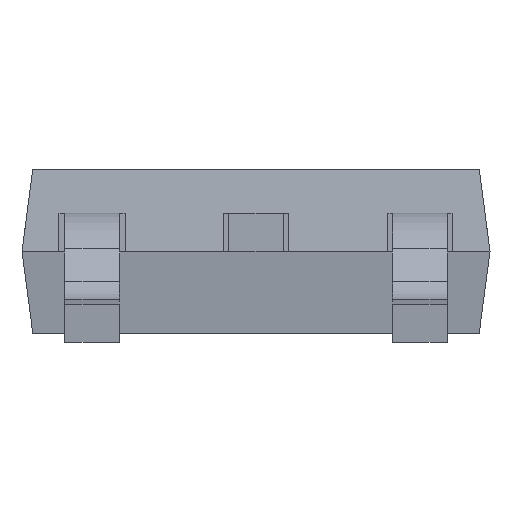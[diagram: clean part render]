
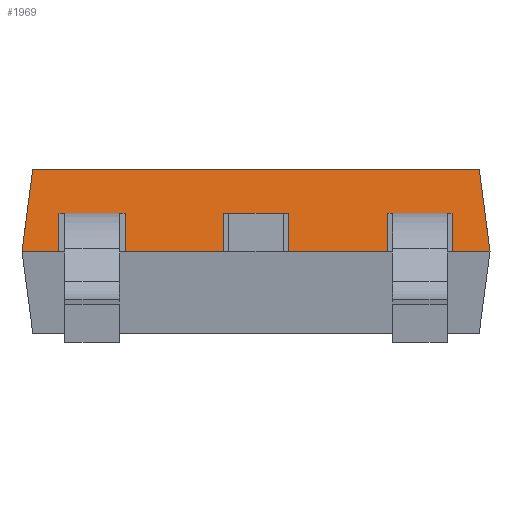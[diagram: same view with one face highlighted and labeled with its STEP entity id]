
A CAD part, front view. The second image highlights one B-rep face of the part: STEP entity #1969.
In plain terms, the highlighted planar face has unit normal (0, -0.991, 0.131).
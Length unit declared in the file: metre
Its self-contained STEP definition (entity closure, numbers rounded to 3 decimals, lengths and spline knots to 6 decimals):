
#1911 = EDGE_CURVE( '', #5560, #5561, #5562, .T. );
#1969 = ADVANCED_FACE( '', ( #5666 ), #5667, .T. );
#1987 = EDGE_CURVE( '', #5616, #5699, #5700, .T. );
#2205 = EDGE_CURVE( '', #6081, #5560, #6082, .T. );
#2711 = EDGE_CURVE( '', #6908, #6909, #6910, .T. );
#2767 = EDGE_CURVE( '', #6990, #6991, #6992, .T. );
#2847 = EDGE_CURVE( '', #5615, #7107, #7108, .T. );
#3167 = EDGE_CURVE( '', #7608, #5615, #7609, .T. );
#3219 = EDGE_CURVE( '', #6990, #7683, #7684, .T. );
#3239 = EDGE_CURVE( '', #7336, #6321, #7712, .T. );
#3727 = EDGE_CURVE( '', #5616, #6909, #8367, .T. );
#3941 = EDGE_CURVE( '', #6991, #5561, #8637, .T. );
#4405 = EDGE_CURVE( '', #7683, #6321, #9205, .T. );
#4407 = EDGE_CURVE( '', #6081, #6908, #9207, .T. );
#4485 = EDGE_CURVE( '', #7640, #7336, #9300, .T. );
#4619 = EDGE_CURVE( '', #7107, #5699, #9457, .T. );
#4757 = EDGE_CURVE( '', #7640, #7608, #9603, .T. );
#5560 = VERTEX_POINT( '', #10579 );
#5561 = VERTEX_POINT( '', #10580 );
#5562 = LINE( '', #10581, #10582 );
#5615 = VERTEX_POINT( '', #10655 );
#5616 = VERTEX_POINT( '', #10656 );
#5666 = FACE_OUTER_BOUND( '', #10735, .T. );
#5667 = PLANE( '', #10736 );
#5699 = VERTEX_POINT( '', #10787 );
#5700 = LINE( '', #10788, #10789 );
#6081 = VERTEX_POINT( '', #11353 );
#6082 = LINE( '', #11354, #11355 );
#6321 = VERTEX_POINT( '', #11735 );
#6908 = VERTEX_POINT( '', #12662 );
#6909 = VERTEX_POINT( '', #12663 );
#6910 = LINE( '', #12664, #12665 );
#6990 = VERTEX_POINT( '', #12800 );
#6991 = VERTEX_POINT( '', #12801 );
#6992 = LINE( '', #12802, #12803 );
#7107 = VERTEX_POINT( '', #12991 );
#7108 = LINE( '', #12992, #12993 );
#7336 = VERTEX_POINT( '', #13323 );
#7608 = VERTEX_POINT( '', #13769 );
#7609 = LINE( '', #13770, #13771 );
#7640 = VERTEX_POINT( '', #13816 );
#7683 = VERTEX_POINT( '', #13887 );
#7684 = LINE( '', #13888, #13889 );
#7712 = LINE( '', #13928, #13929 );
#8367 = LINE( '', #15016, #15017 );
#8637 = LINE( '', #15466, #15467 );
#9205 = LINE( '', #16433, #16434 );
#9207 = LINE( '', #16437, #16438 );
#9300 = LINE( '', #16594, #16595 );
#9457 = LINE( '', #16865, #16866 );
#9603 = LINE( '', #17168, #17169 );
#10579 = CARTESIAN_POINT( '', ( 0.000383, -0.002162, 0.001273 ) );
#10580 = CARTESIAN_POINT( '', ( 0.001908, -0.002162, 0.001273 ) );
#10581 = CARTESIAN_POINT( '', ( -0.003269, -0.002162, 0.001273 ) );
#10582 = VECTOR( '', #18536, 1. );
#10655 = CARTESIAN_POINT( '', ( -0.002672, -0.002162, 0.001273 ) );
#10656 = CARTESIAN_POINT( '', ( -0.001907, -0.002162, 0.001273 ) );
#10735 = EDGE_LOOP( '', ( #18626, #18627, #18628, #18629, #18630, #18631, #18632, #18633, #18634, #18635, #18636, #18637, #18638, #18639, #18640, #18641 ) );
#10736 = AXIS2_PLACEMENT_3D( '', #18642, #18643, #18644 );
#10787 = CARTESIAN_POINT( '', ( -0.001907, -0.002091, 0.001808 ) );
#10788 = CARTESIAN_POINT( '', ( -0.001907, -0.002162, 0.001273 ) );
#10789 = VECTOR( '', #18664, 1. );
#11353 = CARTESIAN_POINT( '', ( 0.000383, -0.002091, 0.001808 ) );
#11354 = CARTESIAN_POINT( '', ( 0.000383, -0.002162, 0.001273 ) );
#11355 = VECTOR( '', #19065, 1. );
#11735 = CARTESIAN_POINT( '', ( 0.003271, -0.002162, 0.001273 ) );
#12662 = CARTESIAN_POINT( '', ( -0.000382, -0.002091, 0.001808 ) );
#12663 = CARTESIAN_POINT( '', ( -0.000382, -0.002162, 0.001273 ) );
#12664 = CARTESIAN_POINT( '', ( -0.000382, -0.002162, 0.001273 ) );
#12665 = VECTOR( '', #19929, 1. );
#12800 = CARTESIAN_POINT( '', ( 0.002673, -0.002091, 0.001808 ) );
#12801 = CARTESIAN_POINT( '', ( 0.001908, -0.002091, 0.001808 ) );
#12802 = CARTESIAN_POINT( '', ( 0.002673, -0.002091, 0.001808 ) );
#12803 = VECTOR( '', #20018, 1. );
#12991 = CARTESIAN_POINT( '', ( -0.002672, -0.002091, 0.001808 ) );
#12992 = CARTESIAN_POINT( '', ( -0.002672, -0.002162, 0.001273 ) );
#12993 = VECTOR( '', #20145, 1. );
#13323 = CARTESIAN_POINT( '', ( 0.00312, -0.002011, 0.002416 ) );
#13769 = CARTESIAN_POINT( '', ( -0.003269, -0.002162, 0.001273 ) );
#13770 = CARTESIAN_POINT( '', ( -0.003269, -0.002162, 0.001273 ) );
#13771 = VECTOR( '', #20995, 1. );
#13816 = CARTESIAN_POINT( '', ( -0.003119, -0.002011, 0.002416 ) );
#13887 = CARTESIAN_POINT( '', ( 0.002673, -0.002162, 0.001273 ) );
#13888 = CARTESIAN_POINT( '', ( 0.002673, -0.002162, 0.001273 ) );
#13889 = VECTOR( '', #21067, 1. );
#13928 = CARTESIAN_POINT( '', ( 0.003169, -0.00206, 0.002049 ) );
#13929 = VECTOR( '', #21122, 1. );
#15016 = CARTESIAN_POINT( '', ( -0.003269, -0.002162, 0.001273 ) );
#15017 = VECTOR( '', #22016, 1. );
#15466 = CARTESIAN_POINT( '', ( 0.001908, -0.002162, 0.001273 ) );
#15467 = VECTOR( '', #22374, 1. );
#16433 = CARTESIAN_POINT( '', ( -0.003269, -0.002162, 0.001273 ) );
#16434 = VECTOR( '', #23272, 1. );
#16437 = CARTESIAN_POINT( '', ( 0.000383, -0.002091, 0.001808 ) );
#16438 = VECTOR( '', #23273, 1. );
#16594 = CARTESIAN_POINT( '', ( -0.003269, -0.002011, 0.002416 ) );
#16595 = VECTOR( '', #23441, 1. );
#16865 = CARTESIAN_POINT( '', ( -0.002672, -0.002091, 0.001808 ) );
#16866 = VECTOR( '', #23693, 1. );
#17168 = CARTESIAN_POINT( '', ( -0.003269, -0.002162, 0.001273 ) );
#17169 = VECTOR( '', #23824, 1. );
#18536 = DIRECTION( '', ( 1., 0., 0. ) );
#18626 = ORIENTED_EDGE( '', *, *, #3167, .T. );
#18627 = ORIENTED_EDGE( '', *, *, #2847, .T. );
#18628 = ORIENTED_EDGE( '', *, *, #4619, .T. );
#18629 = ORIENTED_EDGE( '', *, *, #1987, .F. );
#18630 = ORIENTED_EDGE( '', *, *, #3727, .T. );
#18631 = ORIENTED_EDGE( '', *, *, #2711, .F. );
#18632 = ORIENTED_EDGE( '', *, *, #4407, .F. );
#18633 = ORIENTED_EDGE( '', *, *, #2205, .T. );
#18634 = ORIENTED_EDGE( '', *, *, #1911, .T. );
#18635 = ORIENTED_EDGE( '', *, *, #3941, .F. );
#18636 = ORIENTED_EDGE( '', *, *, #2767, .F. );
#18637 = ORIENTED_EDGE( '', *, *, #3219, .T. );
#18638 = ORIENTED_EDGE( '', *, *, #4405, .T. );
#18639 = ORIENTED_EDGE( '', *, *, #3239, .F. );
#18640 = ORIENTED_EDGE( '', *, *, #4485, .F. );
#18641 = ORIENTED_EDGE( '', *, *, #4757, .T. );
#18642 = CARTESIAN_POINT( '', ( -0.003269, -0.002162, 0.001273 ) );
#18643 = DIRECTION( '', ( 0., -0.991, 0.131 ) );
#18644 = DIRECTION( '', ( -1., 0., 0. ) );
#18664 = DIRECTION( '', ( 0., 0.131, 0.991 ) );
#19065 = DIRECTION( '', ( 0., -0.131, -0.991 ) );
#19929 = DIRECTION( '', ( 0., -0.131, -0.991 ) );
#20018 = DIRECTION( '', ( -1., 0., 0. ) );
#20145 = DIRECTION( '', ( 0., 0.131, 0.991 ) );
#20995 = DIRECTION( '', ( 1., 0., 0. ) );
#21067 = DIRECTION( '', ( 0., -0.131, -0.991 ) );
#21122 = DIRECTION( '', ( 0.129, -0.129, -0.983 ) );
#22016 = DIRECTION( '', ( 1., 0., 0. ) );
#22374 = DIRECTION( '', ( 0., -0.131, -0.991 ) );
#23272 = DIRECTION( '', ( 1., 0., 0. ) );
#23273 = DIRECTION( '', ( -1., 0., 0. ) );
#23441 = DIRECTION( '', ( 1., 0., 0. ) );
#23693 = DIRECTION( '', ( 1., 0., 0. ) );
#23824 = DIRECTION( '', ( -0.129, -0.129, -0.983 ) );
